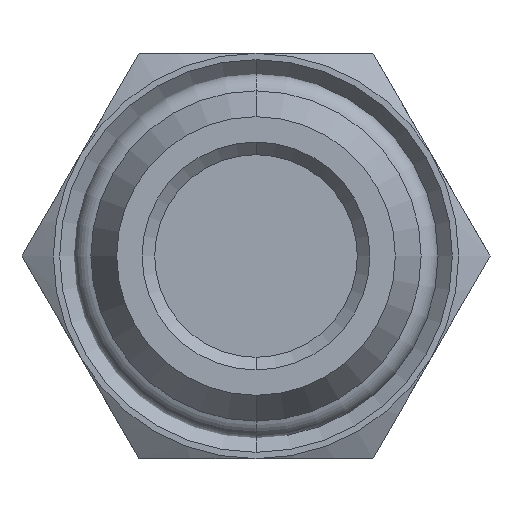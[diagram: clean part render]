
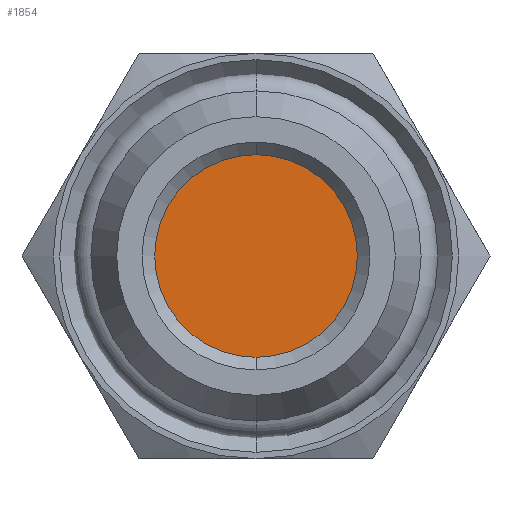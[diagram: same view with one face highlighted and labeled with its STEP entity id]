
A CAD part, front view. The second image highlights one B-rep face of the part: STEP entity #1854.
In plain terms, the highlighted planar face has unit normal (0, -1, 0).
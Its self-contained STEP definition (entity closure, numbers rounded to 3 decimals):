
#13 = CARTESIAN_POINT ( 'NONE',  ( 0., 0.985, 4. ) ) ;
#24 = CARTESIAN_POINT ( 'NONE',  ( 0., 0.985, -4. ) ) ;
#152 = VERTEX_POINT ( 'NONE', #24 ) ;
#159 = VERTEX_POINT ( 'NONE', #13 ) ;
#259 = CIRCLE ( 'NONE', #1255, 4. ) ;
#1010 = CARTESIAN_POINT ( 'NONE',  ( 0., 0.985, 0. ) ) ;
#1013 = PLANE ( 'NONE',  #2294 ) ;
#1015 = DIRECTION ( 'NONE',  ( 0., -1., 0. ) ) ;
#1016 = DIRECTION ( 'NONE',  ( 0., 0., -1. ) ) ;
#1095 = CARTESIAN_POINT ( 'NONE',  ( 0., 0.985, 0. ) ) ;
#1096 = DIRECTION ( 'NONE',  ( 0., 1., 0. ) ) ;
#1097 = DIRECTION ( 'NONE',  ( 0., 0., -1. ) ) ;
#1209 = EDGE_CURVE ( 'NONE', #152, #159, #259, .T. ) ;
#1255 = AXIS2_PLACEMENT_3D ( 'NONE', #1095, #1096, #1097 ) ;
#1374 = EDGE_CURVE ( 'NONE', #159, #152, #1699, .T. ) ;
#1447 = CARTESIAN_POINT ( 'NONE',  ( 0., 0.985, 0. ) ) ;
#1448 = DIRECTION ( 'NONE',  ( 0., 1., 0. ) ) ;
#1449 = DIRECTION ( 'NONE',  ( 0., 0., -1. ) ) ;
#1699 = CIRCLE ( 'NONE', #2040, 4. ) ;
#1816 = FACE_OUTER_BOUND ( 'NONE', #2484, .T. ) ;
#1854 = ADVANCED_FACE ( 'NONE', ( #1816 ), #1013, .T. ) ;
#2040 = AXIS2_PLACEMENT_3D ( 'NONE', #1447, #1448, #1449 ) ;
#2294 = AXIS2_PLACEMENT_3D ( 'NONE', #1010, #1015, #1016 ) ;
#2444 = ORIENTED_EDGE ( 'NONE', *, *, #1209, .F. ) ;
#2445 = ORIENTED_EDGE ( 'NONE', *, *, #1374, .F. ) ;
#2484 = EDGE_LOOP ( 'NONE', ( #2444, #2445 ) ) ;
